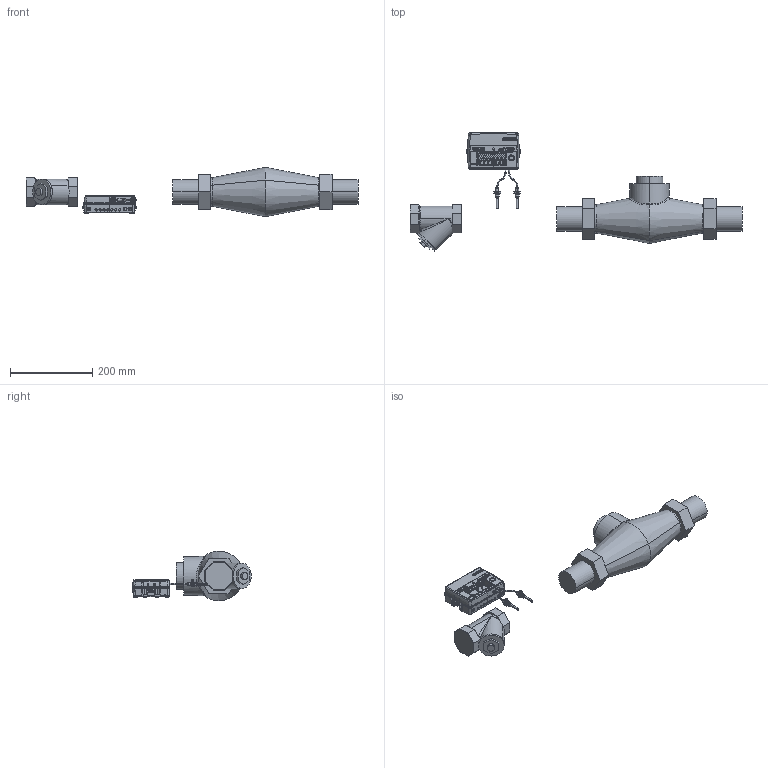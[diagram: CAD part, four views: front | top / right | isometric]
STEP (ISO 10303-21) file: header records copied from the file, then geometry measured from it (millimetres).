
FILE_DESCRIPTION(('CATIA V5 STEP Exchange','CAx-IF Rec.Pracs.--- Model Styling and Organization---1.5--- 2016-08-15','CAx-IF Rec.Pracs.---Supplemental Geometry---1.0---2011-11-01','CAx-IF Rec.Pracs.--- Composite Materials ---3.4---2017-06-13','CAx-IF Rec.Pracs.---Tessellated 3D Geometry---1.0---2015-12-17'),'2;1');
FILE_NAME('STEP_750409_-_TST.stp','2023-07-13T06:31:39+00:00',('none'),('none'),'CATIA Version 5-6 Release 2020 SP5','CATIA V5 STEP AP242 v2','none');
FILE_SCHEMA(('AP242_MANAGED_MODEL_BASED_3D_ENGINEERING_MIM_LF {1 0 10303 442 1 1 4}'));
Products named in the file (1): 750409 - TST
Bounding box: 806 x 287.45 x 119.86 mm (x, y, z)
Volume: 3696254.8 mm3; surface area: 320548.7 mm2
Topology: 20 solids, 74 shells, 6135 faces, 15405 edges, 9276 vertices
Faces by surface type: bspline 1482, cylinder 1407, plane 1139, torus 916, extrusion 534, cone 459, sphere 186, revolution 12
Entity records: 275623 total; most frequent: CARTESIAN_POINT 153422, ORIENTED_EDGE 29723, DIRECTION 15536, EDGE_CURVE 15181, VERTEX_POINT 9276, B_SPLINE_CURVE_WITH_KNOTS 7690, AXIS2_PLACEMENT_3D 7244, EDGE_LOOP 6368
